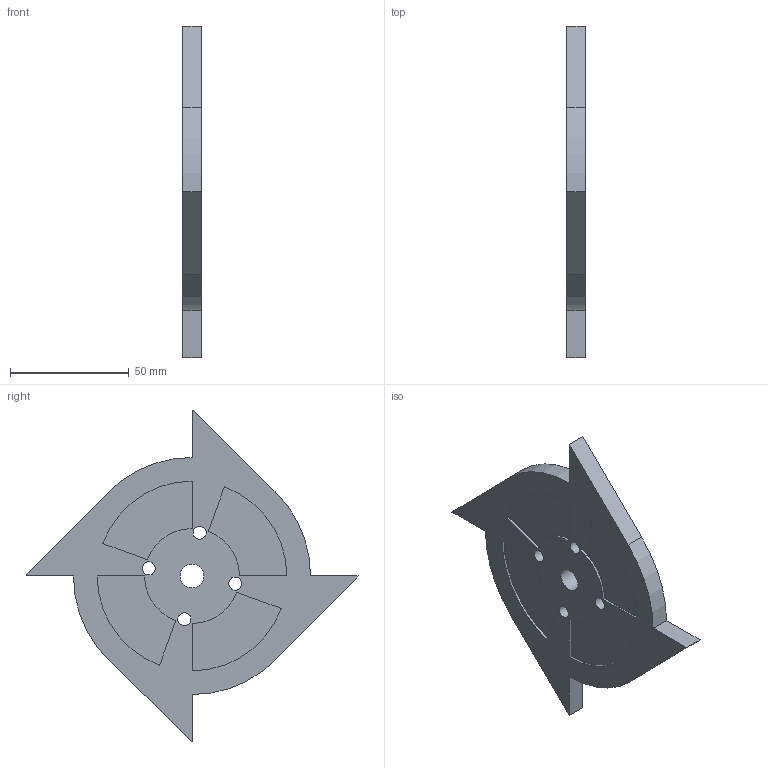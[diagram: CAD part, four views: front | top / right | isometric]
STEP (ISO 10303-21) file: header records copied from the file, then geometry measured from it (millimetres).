
FILE_DESCRIPTION(/* description */ (''),/* implementation_level */ '2;1');
FILE_NAME(/* name */ 'Vertical spinner 1.step',/* time_stamp */ '2026-02-28T12:24:17+01:00',/* author */ (''),/* organization */ (''),/* preprocessor_version */ 'ST-DEVELOPER v20.1',/* originating_system */ 'Autodesk Translation Framework v14.24.0.0',/* authorisation */ '');
FILE_SCHEMA (('AUTOMOTIVE_DESIGN { 1 0 10303 214 3 1 1 }'));
Length unit declared in the file: millimetre
Products named in the file (1): 2026-02-11-22-26-04-609
Bounding box: 8 x 140 x 140 mm (x, y, z)
Volume: 63762.3 mm3; surface area: 22598.2 mm2
Topology: 1 solids, 1 shells, 59 faces, 147 edges, 98 vertices
Faces by surface type: plane 34, cylinder 25
Full cylindrical faces by diameter (mm): 5.5 x4, 10 x1
Entity records: 1820 total; most frequent: DIRECTION 317, CARTESIAN_POINT 305, ORIENTED_EDGE 294, EDGE_CURVE 147, AXIS2_PLACEMENT_3D 110, VERTEX_POINT 98, LINE 97, VECTOR 97
